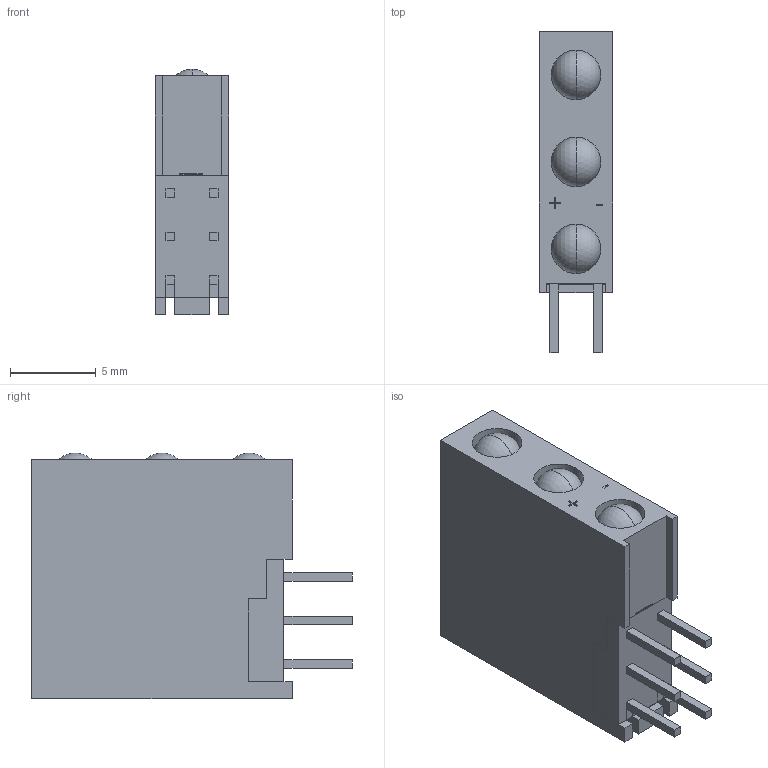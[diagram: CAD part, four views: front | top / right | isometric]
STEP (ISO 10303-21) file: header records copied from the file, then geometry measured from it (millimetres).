
FILE_DESCRIPTION (( 'STEP AP214' ), '1' );
FILE_NAME ('XPY3Lxx11.STEP', '2015-09-08T18:28:54', ( '' ), ( '' ), 'SwSTEP 2.0', 'SolidWorks 2012', '' );
FILE_SCHEMA (( 'AUTOMOTIVE_DESIGN' ));
Length unit declared in the file: millimetre
Products named in the file (1): XPY3Lxx11
Bounding box: 4.32 x 18.74 x 14.35 mm (x, y, z)
Volume: 920.9 mm3; surface area: 996.8 mm2
Topology: 2 solids, 2 shells, 286 faces, 776 edges, 513 vertices
Faces by surface type: plane 204, bspline 68, cylinder 8, sphere 6
Entity records: 14247 total; most frequent: CARTESIAN_POINT 4750, ORIENTED_EDGE 1540, DIRECTION 1100, EDGE_CURVE 770, LINE 606, VECTOR 606, VERTEX_POINT 513, EDGE_LOOP 311
